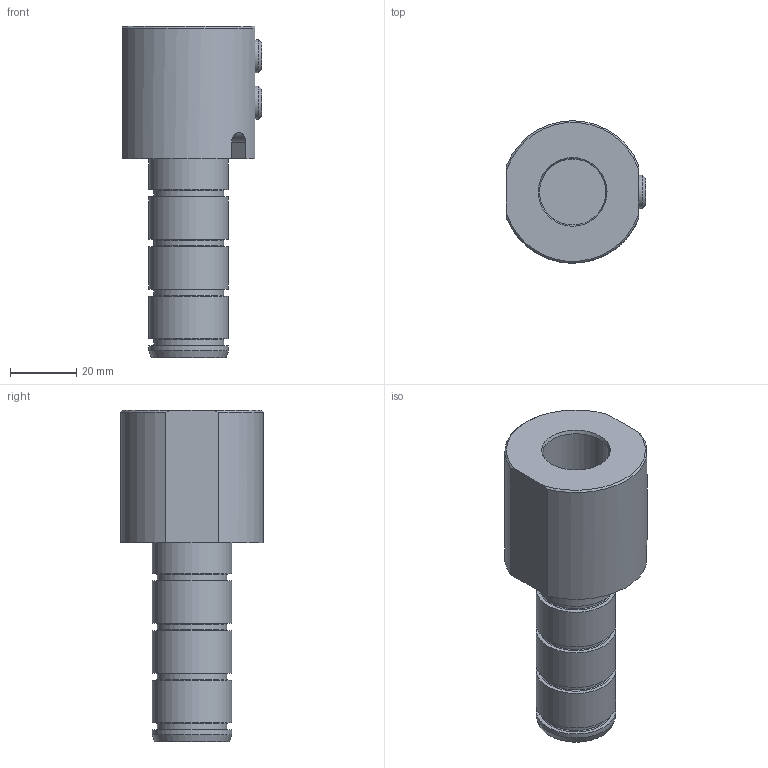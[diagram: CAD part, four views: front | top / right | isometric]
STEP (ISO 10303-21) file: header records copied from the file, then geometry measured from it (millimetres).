
FILE_DESCRIPTION(/* description */ (''),/* implementation_level */ '2;1');
FILE_NAME(/* name */ 'W9990577_stp.stp',/* time_stamp */ '2013-02-07T11:17:04+01:00',/* author */ (''),/* organization */ (''),/* preprocessor_version */ 'ST-DEVELOPER v11',/* originating_system */ 'SIEMENS PLM Software NX 7.5',/* authorisation */ '');
FILE_SCHEMA (('AUTOMOTIVE_DESIGN { 1 0 10303 214 1 1 1 1 }'));
Length unit declared in the file: millimetre
Products named in the file (1): furt4036u5yy
Bounding box: 42 x 43 x 100 mm (x, y, z)
Volume: 72785 mm3; surface area: 15569.6 mm2
Topology: 1 solids, 1 shells, 49 faces, 98 edges, 63 vertices
Faces by surface type: plane 19, cylinder 15, torus 9, cone 6
Full cylindrical faces by diameter (mm): 10 x2, 20 x1, 21.1 x4, 24 x5
Entity records: 1158 total; most frequent: CARTESIAN_POINT 216, DIRECTION 207, ORIENTED_EDGE 134, AXIS2_PLACEMENT_3D 95, EDGE_LOOP 86, FACE_BOUND 73, EDGE_CURVE 67, VERTEX_POINT 57
